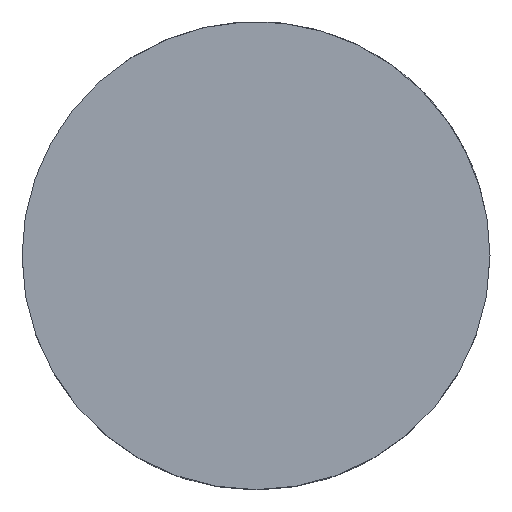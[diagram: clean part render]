
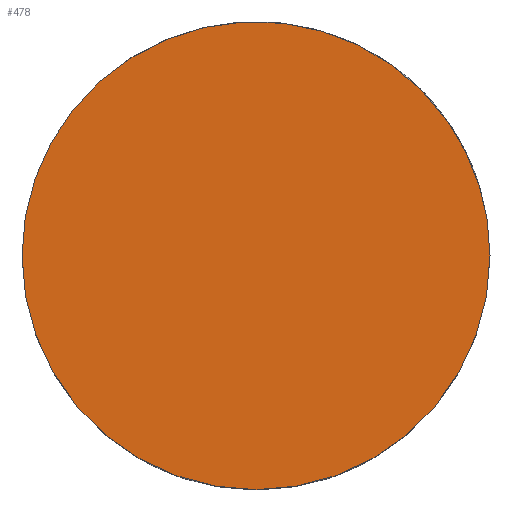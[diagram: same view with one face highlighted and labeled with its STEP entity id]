
A CAD part, top view. The second image highlights one B-rep face of the part: STEP entity #478.
In plain terms, the highlighted planar face has unit normal (0, 0, 1).
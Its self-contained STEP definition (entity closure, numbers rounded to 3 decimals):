
#4 = VERTEX_POINT ( 'NONE', #600 ) ;
#59 = AXIS2_PLACEMENT_3D ( 'NONE', #536, #308, #80 ) ;
#62 = EDGE_LOOP ( 'NONE', ( #842, #702, #387 ) ) ;
#80 = DIRECTION ( 'NONE',  ( 1., 0., 0. ) ) ;
#105 = VERTEX_POINT ( 'NONE', #723 ) ;
#156 = CIRCLE ( 'NONE', #885, 19. ) ;
#284 = DIRECTION ( 'NONE',  ( 1., 0., 0. ) ) ;
#301 = AXIS2_PLACEMENT_3D ( 'NONE', #647, #936, #284 ) ;
#308 = DIRECTION ( 'NONE',  ( 0., 0., 1. ) ) ;
#341 = DIRECTION ( 'NONE',  ( 0., 0., 1. ) ) ;
#356 = CARTESIAN_POINT ( 'NONE',  ( 0., 0., 14. ) ) ;
#387 = ORIENTED_EDGE ( 'NONE', *, *, #604, .T. ) ;
#478 = ADVANCED_FACE ( 'NONE', ( #612 ), #896, .T. ) ;
#483 = EDGE_CURVE ( 'NONE', #583, #105, #793, .T. ) ;
#520 = DIRECTION ( 'NONE',  ( 1., 0., 0. ) ) ;
#522 = AXIS2_PLACEMENT_3D ( 'NONE', #878, #810, #520 ) ;
#536 = CARTESIAN_POINT ( 'NONE',  ( 0., 0., 14. ) ) ;
#583 = VERTEX_POINT ( 'NONE', #831 ) ;
#600 = CARTESIAN_POINT ( 'NONE',  ( 19., 0., 14. ) ) ;
#604 = EDGE_CURVE ( 'NONE', #4, #583, #156, .T. ) ;
#611 = CIRCLE ( 'NONE', #301, 19. ) ;
#612 = FACE_OUTER_BOUND ( 'NONE', #62, .T. ) ;
#647 = CARTESIAN_POINT ( 'NONE',  ( 0., 0., 14. ) ) ;
#702 = ORIENTED_EDGE ( 'NONE', *, *, #817, .T. ) ;
#723 = CARTESIAN_POINT ( 'NONE',  ( -19., 0., 14. ) ) ;
#793 = CIRCLE ( 'NONE', #59, 19. ) ;
#810 = DIRECTION ( 'NONE',  ( 0., 0., 1. ) ) ;
#817 = EDGE_CURVE ( 'NONE', #105, #4, #611, .T. ) ;
#831 = CARTESIAN_POINT ( 'NONE',  ( 15.564, 10.898, 14. ) ) ;
#842 = ORIENTED_EDGE ( 'NONE', *, *, #483, .T. ) ;
#878 = CARTESIAN_POINT ( 'NONE',  ( 0., 0., 14. ) ) ;
#885 = AXIS2_PLACEMENT_3D ( 'NONE', #356, #341, #920 ) ;
#896 = PLANE ( 'NONE',  #522 ) ;
#920 = DIRECTION ( 'NONE',  ( 1., 0., 0. ) ) ;
#936 = DIRECTION ( 'NONE',  ( 0., 0., 1. ) ) ;
